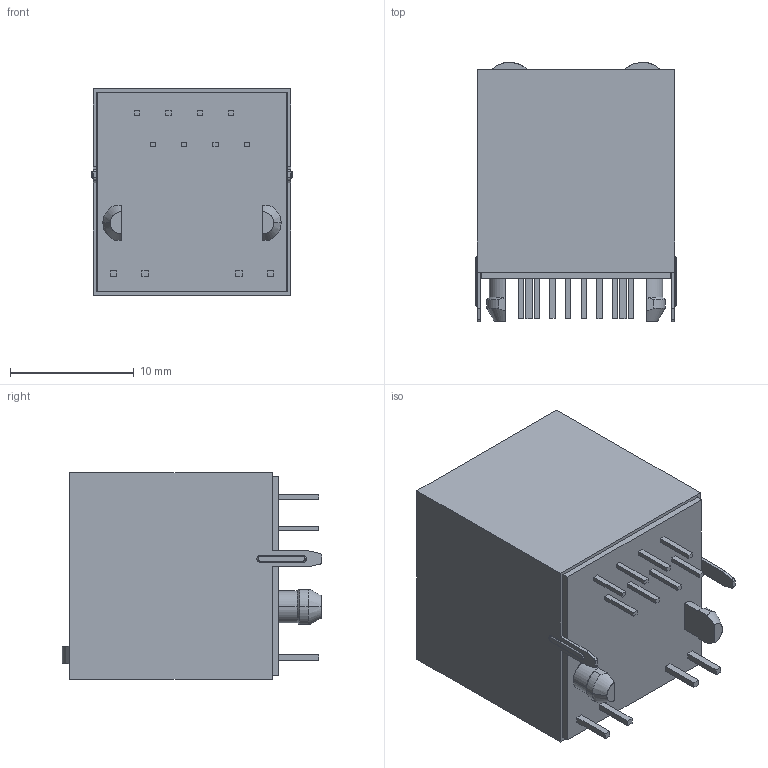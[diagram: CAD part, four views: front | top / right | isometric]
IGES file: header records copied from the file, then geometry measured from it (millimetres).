
Start section: SolidWorks IGES file using analytic representation for surfaces
Global section: file name: G3LX-188S1-FF-GY1_rA2.IGS; native system: SolidWorks 2014; preprocessor: SolidWorks 2014; author: Daniel; date: 150212.085418; units: millimetre
Bounding box: 16.24 x 21 x 16.7 mm (x, y, z)
Surface area: 3530.2 mm2 (no closed solid volume)
Topology: 0 solids, 0 shells, 209 faces, 1408 edges, 1408 vertices
Faces by surface type: bspline 160, revolution 49
